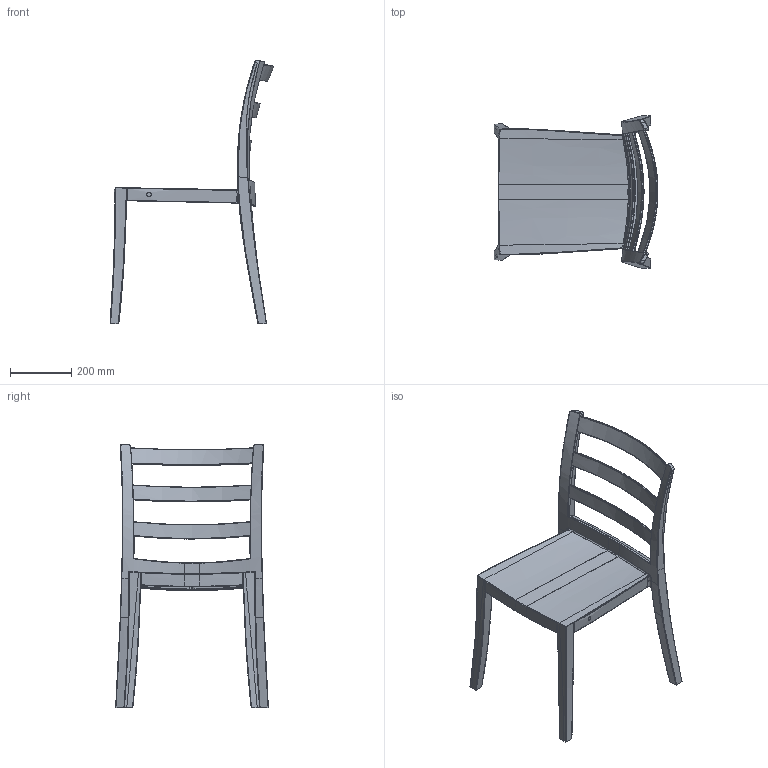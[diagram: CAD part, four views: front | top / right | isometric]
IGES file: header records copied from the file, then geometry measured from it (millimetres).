
Start section: SolidWorks IGES file using analytic representation for surfaces
Global section: file name: 3 çizgi yeni.IGS; native system: SolidWorks 2015; preprocessor: SolidWorks 2015; author: ibrahim; date: 160726.164627; units: millimetre
Bounding box: 535.7 x 499.32 x 860.62 mm (x, y, z)
Surface area: 1013835.3 mm2 (no closed solid volume)
Topology: 0 solids, 0 shells, 1312 faces, 13138 edges, 13062 vertices
Faces by surface type: bspline 1210, revolution 102
